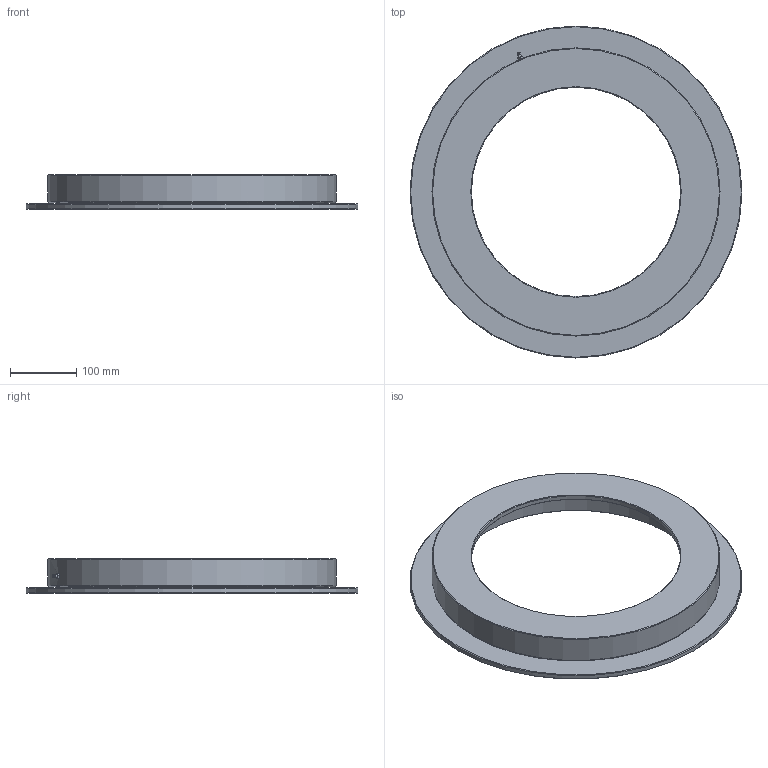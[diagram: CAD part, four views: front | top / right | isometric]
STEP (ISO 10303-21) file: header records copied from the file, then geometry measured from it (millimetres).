
FILE_DESCRIPTION (( 'STEP AP214' ), '1' );
FILE_NAME ('Z.500.14.STEP', '2016-10-04T06:08:39', ( '' ), ( '' ), 'SwSTEP 2.0', 'SolidWorks 2015', '' );
FILE_SCHEMA (( 'AUTOMOTIVE_DESIGN' ));
Length unit declared in the file: millimetre
Products named in the file (5): Z.500.14; Grease nipple M6x1mm; Ball D14; Z.500.14 - OR; Z.500.14- IR
Assembly tree (93 placements, depth 2):
  Z.500.14
    Z.500.14- IR
    Z.500.14 - OR
    Ball D14  x90
    Grease nipple M6x1mm
Bounding box: 500 x 500 x 52 mm (x, y, z)
Volume: 2237475.5 mm3; surface area: 581599.3 mm2
Topology: 93 solids, 93 shells, 152 faces, 404 edges, 261 vertices
Faces by surface type: sphere 90, cone 21, plane 16, torus 14, cylinder 11
Full cylindrical faces by diameter (mm): 2.5 x1, 5 x1, 6 x1, 315 x1, 381 x1, 406 x2, 409 x2, 434 x1, 500 x1
Entity records: 2497 total; most frequent: CARTESIAN_POINT 526, DIRECTION 432, AXIS2_PLACEMENT_3D 213, ORIENTED_EDGE 178, EDGE_LOOP 106, PRODUCT_DEFINITION_SHAPE 98, CONTEXT_DEPENDENT_SHAPE_REPRESENTATION 93, ITEM_DEFINED_TRANSFORMATION 93
